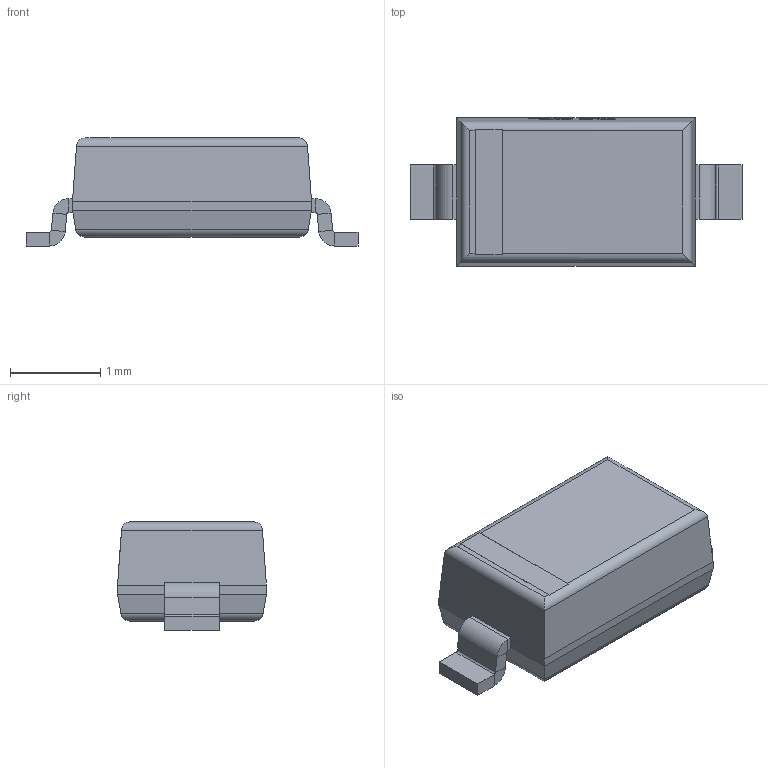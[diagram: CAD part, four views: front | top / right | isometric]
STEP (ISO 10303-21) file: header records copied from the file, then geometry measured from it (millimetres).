
FILE_DESCRIPTION (( 'STEP AP214' ), '1' );
FILE_NAME ('SOD-123_L2.8-W1.8-LS3.7-RD-1.step', '2022-07-29T07:48:03', ( '' ), ( '' ), 'SwSTEP 2.0', 'SolidWorks 2020', '' );
FILE_SCHEMA (( 'AUTOMOTIVE_DESIGN' ));
Length unit declared in the file: millimetre
Products named in the file (1): SOD-123_L2.8-W1.8-LS3.7-RD-1
Bounding box: 3.68 x 1.65 x 1.2 mm (x, y, z)
Volume: 4.7 mm3; surface area: 19.2 mm2
Topology: 1 solids, 1 shells, 298 faces, 775 edges, 498 vertices
Faces by surface type: plane 184, bspline 98, cylinder 16
Entity records: 12795 total; most frequent: CARTESIAN_POINT 2902, ORIENTED_EDGE 1550, DIRECTION 989, EDGE_CURVE 775, LINE 547, VECTOR 547, VERTEX_POINT 498, EDGE_LOOP 317
